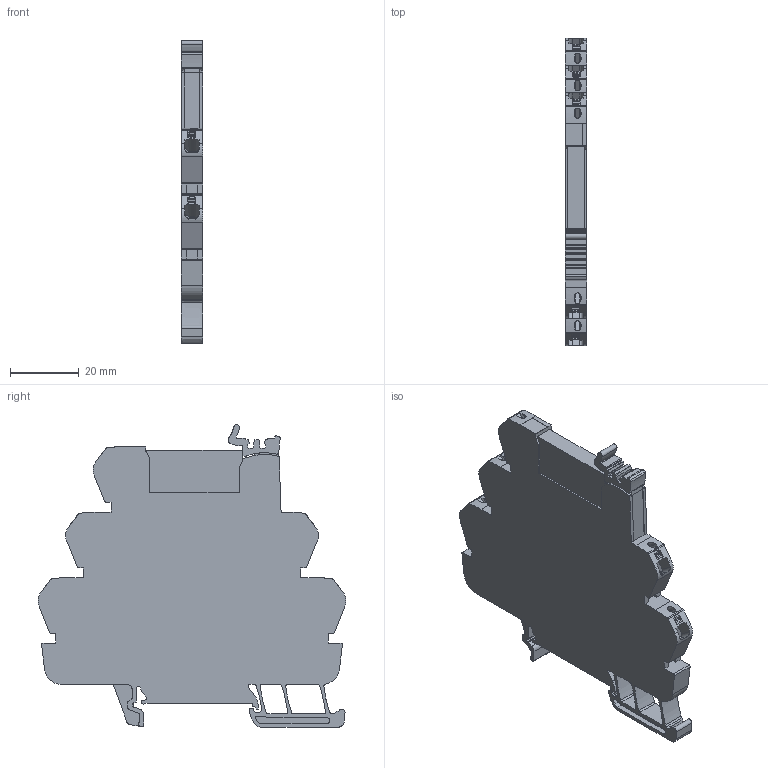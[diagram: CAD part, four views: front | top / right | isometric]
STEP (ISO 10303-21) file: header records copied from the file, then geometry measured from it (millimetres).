
FILE_DESCRIPTION(('CATIA V5 STEP Exchange','CAx-IF Rec.Pracs.--- Model Styling and Organization---1.4--- 2014-01-23'),'2;1');
FILE_NAME ('D1366316_1', '2019-03-04T13:51:59+00:00', ('none'), ('Weidmueller'), 'CATIA Version 5-6 Release 2016 SP3 HF44', 'CATIA V5 STEP AP214', 'none');
FILE_SCHEMA(('AUTOMOTIVE_DESIGN { 1 0 10303 214 1 1 1 1 }'));
Length unit declared in the file: millimetre
Products named in the file (1): 2618480000
Bounding box: 6.38 x 89.37 x 87.83 mm (x, y, z)
Volume: 31980.3 mm3; surface area: 17528.6 mm2
Topology: 13 solids, 13 shells, 781 faces, 2380 edges, 1642 vertices
Faces by surface type: plane 498, cylinder 237, extrusion 46
Entity records: 27603 total; most frequent: CARTESIAN_POINT 5894, ORIENTED_EDGE 4760, DIRECTION 3591, EDGE_CURVE 2380, VECTOR 1755, LINE 1709, VERTEX_POINT 1642, AXIS2_PLACEMENT_3D 1163
